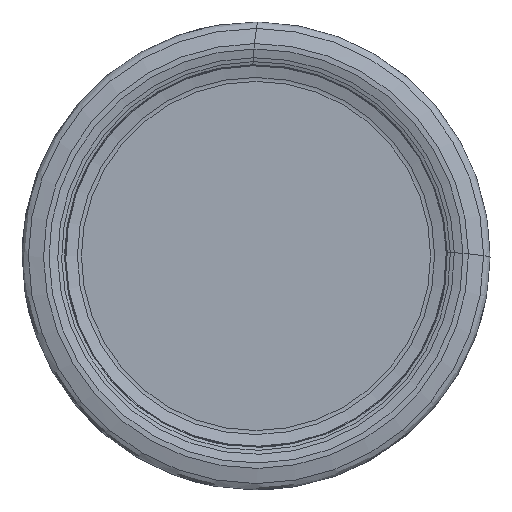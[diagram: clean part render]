
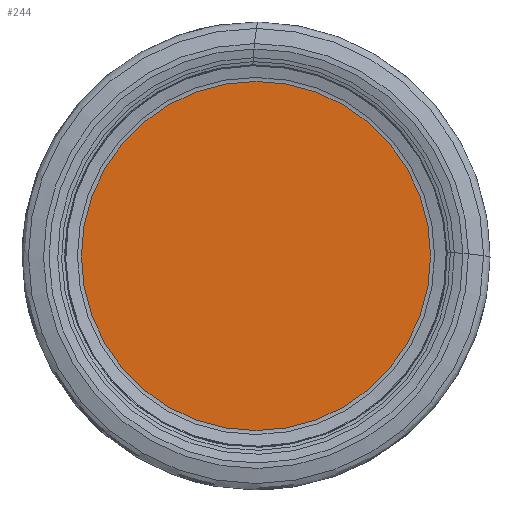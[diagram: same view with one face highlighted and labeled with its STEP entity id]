
A CAD part, left-side view. The second image highlights one B-rep face of the part: STEP entity #244.
In plain terms, the highlighted planar face has unit normal (-1, 0, 0).
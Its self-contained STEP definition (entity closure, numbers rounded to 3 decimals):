
#179=PLANE('',#887);
#181=FACE_OUTER_BOUND('',#350,.T.);
#244=ADVANCED_FACE('',(#181),#179,.F.);
#350=EDGE_LOOP('',(#428));
#428=ORIENTED_EDGE('',*,*,#708,.T.);
#645=VERTEX_POINT('',#1237);
#708=EDGE_CURVE('',#645,#645,#819,.T.);
#819=CIRCLE('',#885,23.502);
#885=AXIS2_PLACEMENT_3D('',#1236,#992,#993);
#887=AXIS2_PLACEMENT_3D('',#1239,#996,#997);
#992=DIRECTION('',(-1.,0.,0.));
#993=DIRECTION('',(0.,0.,1.));
#996=DIRECTION('',(1.,0.,0.));
#997=DIRECTION('',(0.,0.,-1.));
#1236=CARTESIAN_POINT('',(1.5,0.,0.));
#1237=CARTESIAN_POINT('',(1.5,0.,23.502));
#1239=CARTESIAN_POINT('',(1.5,23.502,0.));
